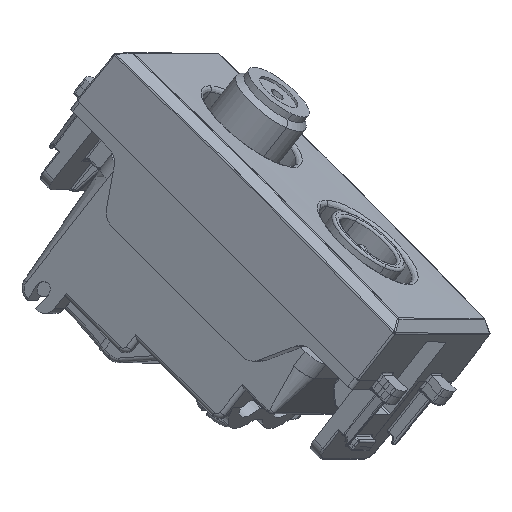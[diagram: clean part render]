
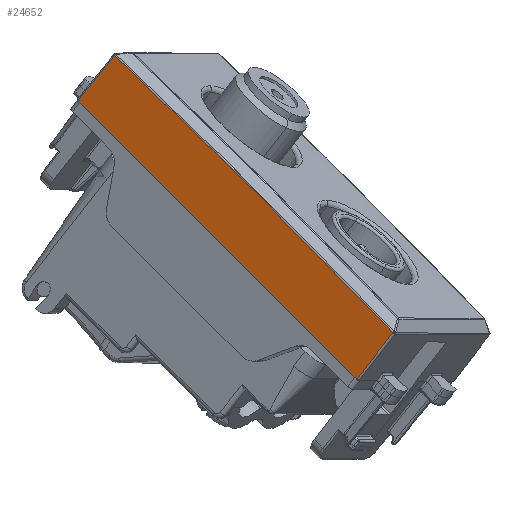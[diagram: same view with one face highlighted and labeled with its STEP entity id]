
A CAD part, isometric view. The second image highlights one B-rep face of the part: STEP entity #24652.
In plain terms, the highlighted face is planar.
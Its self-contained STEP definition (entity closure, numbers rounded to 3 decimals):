
#3808=CARTESIAN_POINT('Vertex',(22.25,11.175,1.275)) ;
#3834=CARTESIAN_POINT('Vertex',(21.95,11.175,1.275)) ;
#3837=CARTESIAN_POINT('Line Origine',(22.1,11.175,1.275)) ;
#5143=CARTESIAN_POINT('Vertex',(-21.95,11.175,1.275)) ;
#5146=CARTESIAN_POINT('Line Origine',(0.,11.175,1.275)) ;
#5513=CARTESIAN_POINT('Vertex',(-22.25,11.175,1.275)) ;
#5518=CARTESIAN_POINT('Line Origine',(-22.1,11.175,1.275)) ;
#24607=CARTESIAN_POINT('Axis2P3D Location',(0.,11.175,1.275)) ;
#24613=CARTESIAN_POINT('Control Point',(-22.193,11.118,7.793)) ;
#24614=CARTESIAN_POINT('Control Point',(-22.189,11.118,7.797)) ;
#24615=CARTESIAN_POINT('Vertex',(-22.189,11.118,7.797)) ;
#24617=CARTESIAN_POINT('Vertex',(-22.193,11.118,7.793)) ;
#24621=CARTESIAN_POINT('Control Point',(22.189,11.118,7.797)) ;
#24622=CARTESIAN_POINT('Control Point',(7.4,11.115,8.191)) ;
#24623=CARTESIAN_POINT('Control Point',(-7.4,11.115,8.191)) ;
#24624=CARTESIAN_POINT('Control Point',(-22.189,11.118,7.797)) ;
#24625=CARTESIAN_POINT('Vertex',(22.189,11.118,7.797)) ;
#24629=CARTESIAN_POINT('Control Point',(22.189,11.118,7.797)) ;
#24630=CARTESIAN_POINT('Control Point',(22.193,11.118,7.793)) ;
#24631=CARTESIAN_POINT('Vertex',(22.193,11.118,7.793)) ;
#24635=CARTESIAN_POINT('Control Point',(22.25,11.175,1.275)) ;
#24636=CARTESIAN_POINT('Control Point',(22.193,11.118,7.793)) ;
#24639=CARTESIAN_POINT('Control Point',(-22.25,11.175,1.275)) ;
#24640=CARTESIAN_POINT('Control Point',(-22.193,11.118,7.793)) ;
#3838=DIRECTION('Vector Direction',(-1.,0.,0.)) ;
#5147=DIRECTION('Vector Direction',(-1.,0.,0.)) ;
#5519=DIRECTION('Vector Direction',(-1.,0.,0.)) ;
#24608=DIRECTION('Axis2P3D Direction',(0.,-1.,-0.009)) ;
#24609=DIRECTION('Axis2P3D XDirection',(-1.,0.,0.)) ;
#24610=AXIS2_PLACEMENT_3D('Plane Axis2P3D',#24607,#24608,#24609) ;
#24643=ORIENTED_EDGE('',*,*,#24619,.F.) ;
#24644=ORIENTED_EDGE('',*,*,#24627,.F.) ;
#24645=ORIENTED_EDGE('',*,*,#24633,.F.) ;
#24646=ORIENTED_EDGE('',*,*,#24637,.F.) ;
#24647=ORIENTED_EDGE('',*,*,#3841,.F.) ;
#24648=ORIENTED_EDGE('',*,*,#5150,.F.) ;
#24649=ORIENTED_EDGE('',*,*,#5522,.F.) ;
#24650=ORIENTED_EDGE('',*,*,#24641,.F.) ;
#3839=VECTOR('Line Direction',#3838,1.) ;
#5148=VECTOR('Line Direction',#5147,1.) ;
#5520=VECTOR('Line Direction',#5519,1.) ;
#24652=ADVANCED_FACE('PartBody',(#24651),#24611,.F.) ;
#24612=B_SPLINE_CURVE_WITH_KNOTS('',1,(#24613,#24614),.UNSPECIFIED.,.F.,.U.,(2,2),(4.325,4.33),.UNSPECIFIED.) ;
#24620=B_SPLINE_CURVE_WITH_KNOTS('',3,(#24621,#24622,#24623,#24624),.UNSPECIFIED.,.F.,.U.,(4,4),(15.536,92.446),.UNSPECIFIED.) ;
#24628=B_SPLINE_CURVE_WITH_KNOTS('',1,(#24629,#24630),.UNSPECIFIED.,.F.,.U.,(2,2),(-4.33,-4.325),.UNSPECIFIED.) ;
#24634=B_SPLINE_CURVE_WITH_KNOTS('',1,(#24635,#24636),.UNSPECIFIED.,.F.,.U.,(2,2),(-3.488,3.031),.UNSPECIFIED.) ;
#24638=B_SPLINE_CURVE_WITH_KNOTS('',1,(#24639,#24640),.UNSPECIFIED.,.F.,.U.,(2,2),(-3.487,3.031),.UNSPECIFIED.) ;
#3841=EDGE_CURVE('',#3835,#3809,#3840,.F.) ;
#5150=EDGE_CURVE('',#5144,#3835,#5149,.F.) ;
#5522=EDGE_CURVE('',#5514,#5144,#5521,.F.) ;
#24619=EDGE_CURVE('',#24616,#24618,#24612,.F.) ;
#24627=EDGE_CURVE('',#24626,#24616,#24620,.T.) ;
#24633=EDGE_CURVE('',#24632,#24626,#24628,.F.) ;
#24637=EDGE_CURVE('',#3809,#24632,#24634,.T.) ;
#24641=EDGE_CURVE('',#24618,#5514,#24638,.F.) ;
#24642=EDGE_LOOP('',(#24643,#24644,#24645,#24646,#24647,#24648,#24649,#24650)) ;
#24651=FACE_OUTER_BOUND('',#24642,.T.) ;
#3840=LINE('Line',#3837,#3839) ;
#5149=LINE('Line',#5146,#5148) ;
#5521=LINE('Line',#5518,#5520) ;
#24611=PLANE('',#24610) ;
#3809=VERTEX_POINT('',#3808) ;
#3835=VERTEX_POINT('',#3834) ;
#5144=VERTEX_POINT('',#5143) ;
#5514=VERTEX_POINT('',#5513) ;
#24616=VERTEX_POINT('',#24615) ;
#24618=VERTEX_POINT('',#24617) ;
#24626=VERTEX_POINT('',#24625) ;
#24632=VERTEX_POINT('',#24631) ;
